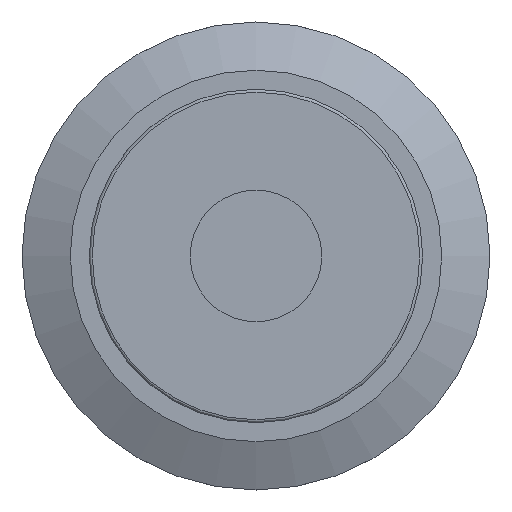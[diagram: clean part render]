
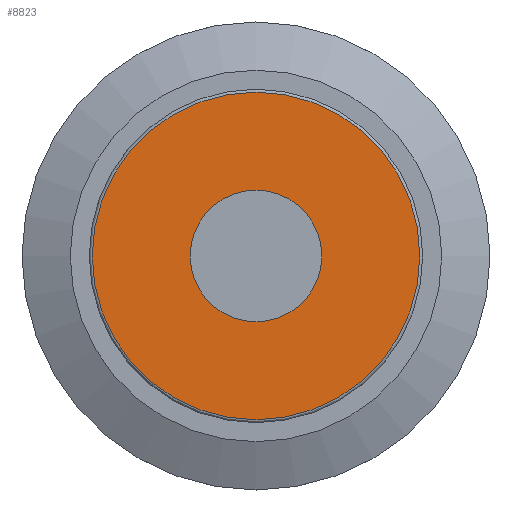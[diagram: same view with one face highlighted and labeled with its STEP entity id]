
A CAD part, top view. The second image highlights one B-rep face of the part: STEP entity #8823.
In plain terms, the highlighted planar face has unit normal (0, 0, 1).
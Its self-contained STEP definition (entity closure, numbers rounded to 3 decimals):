
#106=FACE_BOUND('',#1315,.T.);
#249=PLANE('',#9684);
#785=FACE_OUTER_BOUND('',#1314,.T.);
#1314=EDGE_LOOP('',(#7266));
#1315=EDGE_LOOP('',(#7267));
#1889=CIRCLE('',#9679,4.5);
#1892=CIRCLE('',#9683,11.2);
#4173=VERTEX_POINT('',#15690);
#4175=VERTEX_POINT('',#15695);
#5263=EDGE_CURVE('',#4173,#4173,#1889,.T.);
#5266=EDGE_CURVE('',#4175,#4175,#1892,.T.);
#7266=ORIENTED_EDGE('',*,*,#5266,.F.);
#7267=ORIENTED_EDGE('',*,*,#5263,.T.);
#8823=ADVANCED_FACE('',(#785,#106),#249,.F.);
#9679=AXIS2_PLACEMENT_3D('',#15691,#11675,#11676);
#9683=AXIS2_PLACEMENT_3D('',#15697,#11683,#11684);
#9684=AXIS2_PLACEMENT_3D('',#15698,#11685,#11686);
#11675=DIRECTION('center_axis',(0.,0.,
-1.));
#11676=DIRECTION('ref_axis',(0.,1.,0.));
#11683=DIRECTION('center_axis',(0.,0.,
-1.));
#11684=DIRECTION('ref_axis',(0.,1.,0.));
#11685=DIRECTION('center_axis',(0.,0.,
-1.));
#11686=DIRECTION('ref_axis',(0.,1.,0.));
#15690=CARTESIAN_POINT('',(0.,-4.5,42.9));
#15691=CARTESIAN_POINT('Origin',(0.,0.,
42.9));
#15695=CARTESIAN_POINT('',(0.,-11.2,42.9));
#15697=CARTESIAN_POINT('Origin',(0.,0.,
42.9));
#15698=CARTESIAN_POINT('Origin',(0.,0.,
42.9));
